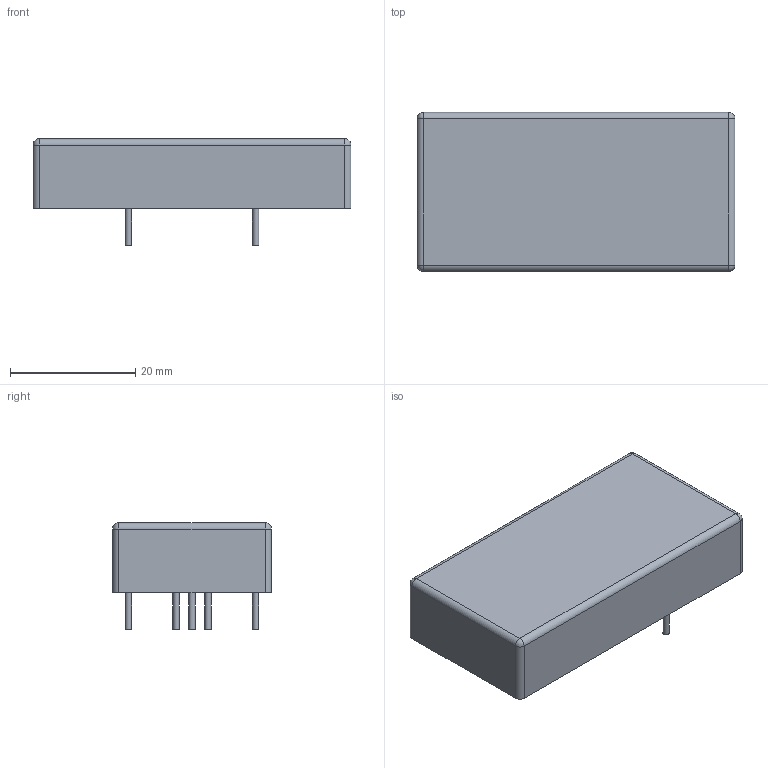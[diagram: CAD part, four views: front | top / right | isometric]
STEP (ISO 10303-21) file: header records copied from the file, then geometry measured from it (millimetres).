
FILE_DESCRIPTION(('FreeCAD Model'),'2;1');
FILE_NAME('Open CASCADE Shape Model','2024-05-21T10:37:11',(''),(''), 'Open CASCADE STEP processor 7.6','FreeCAD','Unknown');
FILE_SCHEMA(('AUTOMOTIVE_DESIGN { 1 0 10303 214 1 1 1 1 }'));
Length unit declared in the file: millimetre
Products named in the file (8): FCWD_E; pin 1; pin 2; pin 3; pin 4; pin 5; case; pin 6
Assembly tree (7 placements, depth 2):
  FCWD_E
    pin 1
    pin 2
    pin 3
    pin 4
    pin 5
    case
    pin 6
Bounding box: 50.8 x 25.4 x 17 mm (x, y, z)
Volume: 14437.3 mm3; surface area: 4320.2 mm2
Topology: 7 solids, 7 shells, 36 faces, 58 edges, 32 vertices
Faces by surface type: plane 18, cylinder 14, sphere 4
Full cylindrical faces by diameter (mm): 1 x6
Entity records: 1675 total; most frequent: DIRECTION 261, CARTESIAN_POINT 260, ORIENTED_EDGE 108, PCURVE 108, DEFINITIONAL_REPRESENTATION 108, LINE 102, VECTOR 102, AXIS2_PLACEMENT_3D 72
